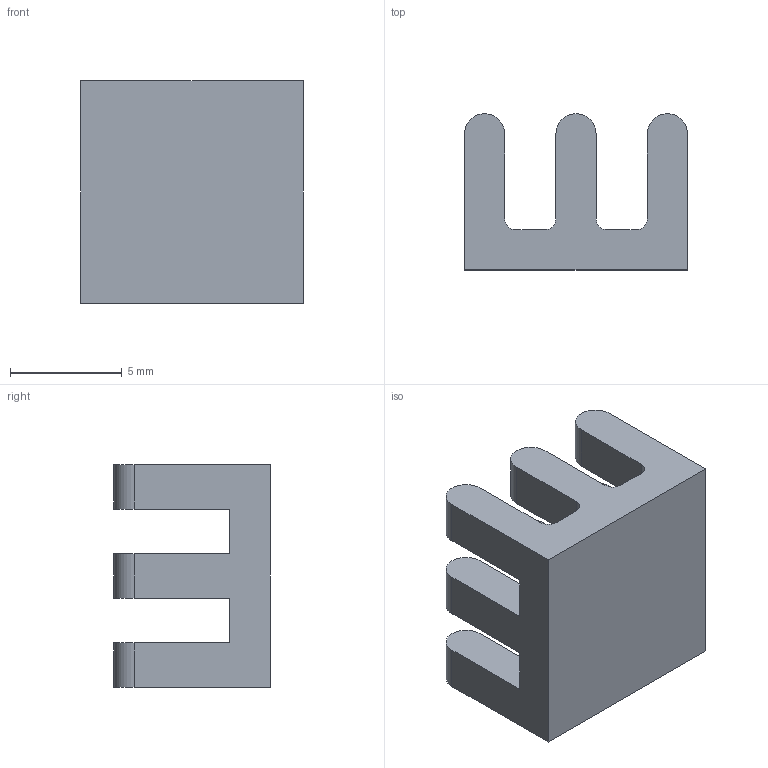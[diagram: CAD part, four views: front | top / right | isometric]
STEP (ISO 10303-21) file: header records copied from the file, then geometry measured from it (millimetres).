
FILE_DESCRIPTION (( 'STEP AP214' ), '1' );
FILE_NAME ('HSB02-101007.STEP', '2024-05-29T02:55:07', ( '' ), ( '' ), 'SwSTEP 2.0', 'SolidWorks 2016', '' );
FILE_SCHEMA (( 'AUTOMOTIVE_DESIGN' ));
Length unit declared in the file: millimetre
Products named in the file (1): HSB02-101007
Bounding box: 10 x 7 x 10 mm (x, y, z)
Volume: 343.5 mm3; surface area: 603.7 mm2
Topology: 1 solids, 1 shells, 51 faces, 144 edges, 96 vertices
Faces by surface type: plane 30, cylinder 21
Entity records: 1694 total; most frequent: CARTESIAN_POINT 292, DIRECTION 290, ORIENTED_EDGE 288, EDGE_CURVE 144, VECTOR 102, LINE 102, VERTEX_POINT 96, AXIS2_PLACEMENT_3D 94
